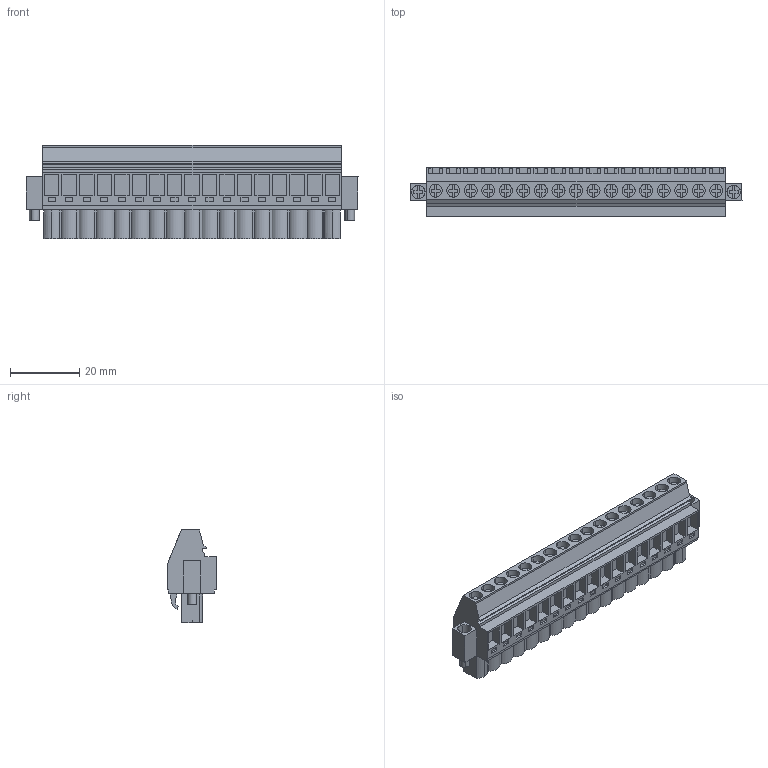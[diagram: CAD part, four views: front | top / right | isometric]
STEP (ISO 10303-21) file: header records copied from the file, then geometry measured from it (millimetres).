
FILE_DESCRIPTION(('CATIA V5 STEP','CAx-IF Rec.Pracs.--- Model Styling and Organization---1.2---2011-12-15'),'2;1');
FILE_NAME ('D1460173_0_1950460000_1950460000.stp','2017-09-09T10:08:47+00:00',('none'),('Weidmueller'),'CATIA Version 5-6 Release 2014','CATIA V5 STEP AP214','none');
FILE_SCHEMA(('AUTOMOTIVE_DESIGN { 1 0 10303 214 1 1 1 1 }'));
Length unit declared in the file: millimetre
Products named in the file (1): 1950460000
Bounding box: 96.16 x 14.1 x 27.1 mm (x, y, z)
Volume: 20010.1 mm3; surface area: 12099.5 mm2
Topology: 20 solids, 20 shells, 1154 faces, 3221 edges, 2182 vertices
Faces by surface type: plane 979, cylinder 171, extrusion 4
Entity records: 34809 total; most frequent: CARTESIAN_POINT 6729, ORIENTED_EDGE 6442, DIRECTION 4647, EDGE_CURVE 3221, VECTOR 2799, LINE 2795, VERTEX_POINT 2182, EDGE_LOOP 1235
